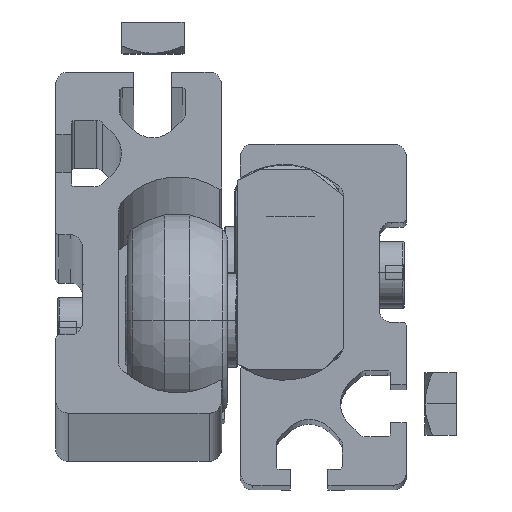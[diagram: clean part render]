
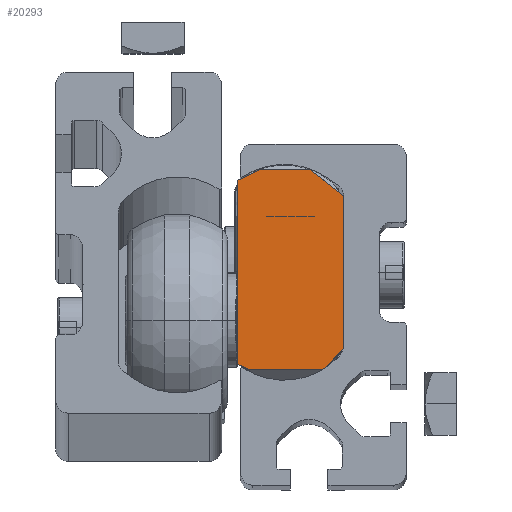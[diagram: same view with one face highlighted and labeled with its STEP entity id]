
A CAD part, top view. The second image highlights one B-rep face of the part: STEP entity #20293.
In plain terms, the highlighted face is planar.
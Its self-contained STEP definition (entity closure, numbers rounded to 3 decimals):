
#300 = CARTESIAN_POINT ( 'NONE',  ( -19., -12.2, 8.5 ) ) ;
#496 = CARTESIAN_POINT ( 'NONE',  ( -19., 16.5, 3. ) ) ;
#559 = DIRECTION ( 'NONE',  ( 0., -0.423, -0.906 ) ) ;
#638 = ORIENTED_EDGE ( 'NONE', *, *, #5544, .T. ) ;
#1076 = VECTOR ( 'NONE', #18686, 1000. ) ;
#1216 = VECTOR ( 'NONE', #11541, 1000. ) ;
#1258 = EDGE_CURVE ( 'NONE', #6743, #6034, #11679, .T. ) ;
#1272 = VERTEX_POINT ( 'NONE', #2184 ) ;
#1539 = ORIENTED_EDGE ( 'NONE', *, *, #8647, .T. ) ;
#2184 = CARTESIAN_POINT ( 'NONE',  ( -19., 14.681, -8.5 ) ) ;
#2377 = EDGE_LOOP ( 'NONE', ( #14263, #7932, #11258, #16055, #1539, #16041, #19072, #638 ) ) ;
#2433 = VERTEX_POINT ( 'NONE', #15553 ) ;
#2829 = DIRECTION ( 'NONE',  ( 0., 0.616, -0.788 ) ) ;
#3174 = CARTESIAN_POINT ( 'NONE',  ( -19., -14.661, -8.5 ) ) ;
#3609 = PLANE ( 'NONE',  #4088 ) ;
#3627 = VECTOR ( 'NONE', #559, 1000. ) ;
#3764 = VECTOR ( 'NONE', #10096, 1000. ) ;
#4088 = AXIS2_PLACEMENT_3D ( 'NONE', #9957, #16387, #11325 ) ;
#4876 = FACE_OUTER_BOUND ( 'NONE', #2377, .T. ) ;
#5282 = DIRECTION ( 'NONE',  ( 0., 0., -1. ) ) ;
#5292 = LINE ( 'NONE', #300, #1216 ) ;
#5423 = VECTOR ( 'NONE', #13114, 1000. ) ;
#5544 = EDGE_CURVE ( 'NONE', #12699, #9216, #5292, .T. ) ;
#5874 = CARTESIAN_POINT ( 'NONE',  ( -19., 12.203, 8.5 ) ) ;
#5925 = LINE ( 'NONE', #15390, #3627 ) ;
#6034 = VERTEX_POINT ( 'NONE', #496 ) ;
#6237 = CARTESIAN_POINT ( 'NONE',  ( -19., 16.5, -4.6 ) ) ;
#6743 = VERTEX_POINT ( 'NONE', #6237 ) ;
#6958 = DIRECTION ( 'NONE',  ( 0., 0., 1. ) ) ;
#7096 = CARTESIAN_POINT ( 'NONE',  ( -19., 12.203, 8.5 ) ) ;
#7425 = LINE ( 'NONE', #5874, #11313 ) ;
#7774 = CARTESIAN_POINT ( 'NONE',  ( -19., -12.2, 8.5 ) ) ;
#7830 = VERTEX_POINT ( 'NONE', #12808 ) ;
#7879 = EDGE_CURVE ( 'NONE', #9216, #6034, #7425, .T. ) ;
#7932 = ORIENTED_EDGE ( 'NONE', *, *, #1258, .F. ) ;
#8097 = CARTESIAN_POINT ( 'NONE',  ( -19., 14.681, -8.5 ) ) ;
#8317 = CARTESIAN_POINT ( 'NONE',  ( -19., -12.2, 8.5 ) ) ;
#8647 = EDGE_CURVE ( 'NONE', #7830, #18002, #15306, .T. ) ;
#9216 = VERTEX_POINT ( 'NONE', #7096 ) ;
#9484 = VECTOR ( 'NONE', #6958, 1000. ) ;
#9957 = CARTESIAN_POINT ( 'NONE',  ( -19., 1.5, 22.2 ) ) ;
#10096 = DIRECTION ( 'NONE',  ( 0., -1., 0. ) ) ;
#11258 = ORIENTED_EDGE ( 'NONE', *, *, #14988, .T. ) ;
#11313 = VECTOR ( 'NONE', #2829, 1000. ) ;
#11325 = DIRECTION ( 'NONE',  ( 0., 0., 1. ) ) ;
#11541 = DIRECTION ( 'NONE',  ( 0., 1., 0. ) ) ;
#11679 = LINE ( 'NONE', #14982, #9484 ) ;
#11844 = CARTESIAN_POINT ( 'NONE',  ( -19., -15.5, -6.7 ) ) ;
#12371 = EDGE_CURVE ( 'NONE', #12699, #2433, #16411, .T. ) ;
#12443 = EDGE_CURVE ( 'NONE', #1272, #7830, #17665, .T. ) ;
#12699 = VERTEX_POINT ( 'NONE', #7774 ) ;
#12808 = CARTESIAN_POINT ( 'NONE',  ( -19., -14.661, -8.5 ) ) ;
#12814 = EDGE_CURVE ( 'NONE', #2433, #18002, #14508, .T. ) ;
#13114 = DIRECTION ( 'NONE',  ( 0., -0.707, -0.707 ) ) ;
#13412 = VECTOR ( 'NONE', #5282, 1000. ) ;
#14263 = ORIENTED_EDGE ( 'NONE', *, *, #7879, .T. ) ;
#14508 = LINE ( 'NONE', #14621, #13412 ) ;
#14621 = CARTESIAN_POINT ( 'NONE',  ( -19., -15.5, 5.2 ) ) ;
#14982 = CARTESIAN_POINT ( 'NONE',  ( -19., 16.5, -4.6 ) ) ;
#14988 = EDGE_CURVE ( 'NONE', #6743, #1272, #5925, .T. ) ;
#15306 = LINE ( 'NONE', #3174, #1076 ) ;
#15390 = CARTESIAN_POINT ( 'NONE',  ( -19., 16.5, -4.6 ) ) ;
#15553 = CARTESIAN_POINT ( 'NONE',  ( -19., -15.5, 5.2 ) ) ;
#16041 = ORIENTED_EDGE ( 'NONE', *, *, #12814, .F. ) ;
#16055 = ORIENTED_EDGE ( 'NONE', *, *, #12443, .T. ) ;
#16387 = DIRECTION ( 'NONE',  ( -1., 0., 0. ) ) ;
#16411 = LINE ( 'NONE', #8317, #5423 ) ;
#17665 = LINE ( 'NONE', #8097, #3764 ) ;
#18002 = VERTEX_POINT ( 'NONE', #11844 ) ;
#18686 = DIRECTION ( 'NONE',  ( 0., -0.423, 0.906 ) ) ;
#19072 = ORIENTED_EDGE ( 'NONE', *, *, #12371, .F. ) ;
#20293 = ADVANCED_FACE ( 'NONE', ( #4876 ), #3609, .T. ) ;
